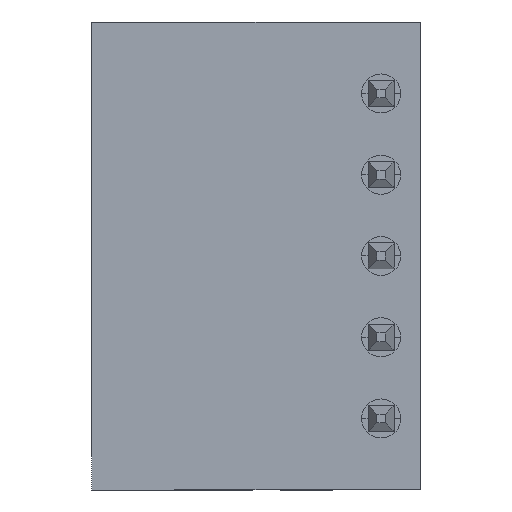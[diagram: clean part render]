
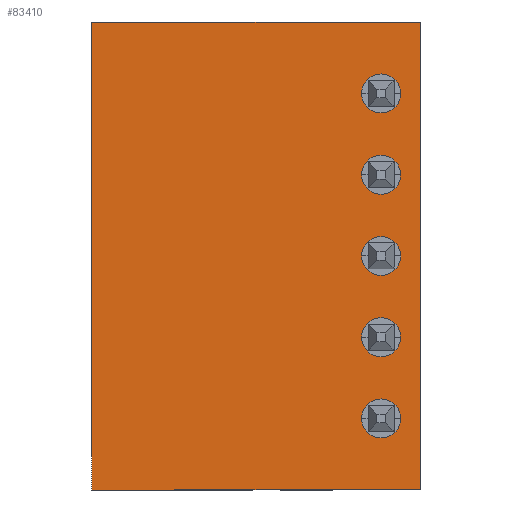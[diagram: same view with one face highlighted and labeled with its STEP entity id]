
A CAD part, front view. The second image highlights one B-rep face of the part: STEP entity #83410.
In plain terms, the highlighted planar face has unit normal (0, -1, 0).
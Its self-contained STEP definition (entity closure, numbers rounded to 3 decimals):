
#9210=CARTESIAN_POINT('',(-15.292,123.749,-31.05));
#9220=VERTEX_POINT('',#9210);
#9630=CARTESIAN_POINT('',(-25.392,123.749,-31.05));
#9640=VERTEX_POINT('',#9630);
#9670=CARTESIAN_POINT('',(-68.005,123.749,-31.05));
#9680=DIRECTION('',(-1.,0.,0.));
#9690=VECTOR('',#9680,1.);
#9700=LINE('',#9670,#9690);
#9710=EDGE_CURVE('',#9220,#9640,#9700,.T.);
#31690=CARTESIAN_POINT('',(-24.792,123.749,-26.35));
#31700=VERTEX_POINT('',#31690);
#31880=CARTESIAN_POINT('',(-23.592,123.749,-26.35));
#31890=VERTEX_POINT('',#31880);
#31920=CARTESIAN_POINT('',(-24.192,123.749,-26.35));
#31930=DIRECTION('',(0.,1.,0.));
#31940=DIRECTION('',(0.,0.,-1.));
#31950=AXIS2_PLACEMENT_3D('',#31920,#31930,#31940);
#31960=CIRCLE('',#31950,0.6);
#31970=EDGE_CURVE('',#31890,#31700,#31960,.T.);
#35300=CARTESIAN_POINT('',(-23.592,123.749,-28.85));
#35310=VERTEX_POINT('',#35300);
#35450=CARTESIAN_POINT('',(-24.792,123.749,-28.85));
#35460=VERTEX_POINT('',#35450);
#35490=CARTESIAN_POINT('',(-24.192,123.749,-28.85));
#35500=DIRECTION('',(0.,1.,0.));
#35510=DIRECTION('',(0.,0.,-1.));
#35520=AXIS2_PLACEMENT_3D('',#35490,#35500,#35510);
#35530=CIRCLE('',#35520,0.6);
#35540=EDGE_CURVE('',#35460,#35310,#35530,.T.);
#49560=CARTESIAN_POINT('',(-24.792,123.749,-23.85));
#49570=VERTEX_POINT('',#49560);
#49750=CARTESIAN_POINT('',(-23.592,123.749,-23.85));
#49760=VERTEX_POINT('',#49750);
#49790=CARTESIAN_POINT('',(-24.192,123.749,-23.85));
#49800=DIRECTION('',(0.,1.,0.));
#49810=DIRECTION('',(0.,0.,-1.));
#49820=AXIS2_PLACEMENT_3D('',#49790,#49800,#49810);
#49830=CIRCLE('',#49820,0.6);
#49840=EDGE_CURVE('',#49760,#49570,#49830,.T.);
#52780=CARTESIAN_POINT('',(-25.392,123.749,-16.65));
#52790=VERTEX_POINT('',#52780);
#52820=CARTESIAN_POINT('',(-25.392,123.749,3.3));
#52830=DIRECTION('',(0.,0.,1.));
#52840=VECTOR('',#52830,1.);
#52850=LINE('',#52820,#52840);
#52860=EDGE_CURVE('',#9640,#52790,#52850,.T.);
#70830=CARTESIAN_POINT('',(-15.292,123.749,3.3));
#70840=DIRECTION('',(0.,0.,1.));
#70850=VECTOR('',#70840,1.);
#70860=LINE('',#70830,#70850);
#70870=CARTESIAN_POINT('',(-15.292,123.749,-16.65));
#70880=VERTEX_POINT('',#70870);
#70890=EDGE_CURVE('',#9220,#70880,#70860,.T.);
#79770=CARTESIAN_POINT('',(-23.592,123.749,-21.35));
#79780=VERTEX_POINT('',#79770);
#79920=CARTESIAN_POINT('',(-24.792,123.749,-21.35));
#79930=VERTEX_POINT('',#79920);
#79960=CARTESIAN_POINT('',(-24.192,123.749,-21.35));
#79970=DIRECTION('',(0.,1.,0.));
#79980=DIRECTION('',(0.,0.,-1.));
#79990=AXIS2_PLACEMENT_3D('',#79960,#79970,#79980);
#80000=CIRCLE('',#79990,0.6);
#80010=EDGE_CURVE('',#79930,#79780,#80000,.T.);
#82900=CARTESIAN_POINT('',(-25.392,123.749,-5.4));
#82910=DIRECTION('',(0.,-1.,0.));
#82920=DIRECTION('',(0.,0.,-1.));
#82930=AXIS2_PLACEMENT_3D('',#82900,#82910,#82920);
#82940=PLANE('',#82930);
#82950=CARTESIAN_POINT('',(-24.192,123.749,-18.85));
#82960=DIRECTION('',(0.,1.,0.));
#82970=DIRECTION('',(0.,0.,-1.));
#82980=AXIS2_PLACEMENT_3D('',#82950,#82960,#82970);
#82990=CIRCLE('',#82980,0.6);
#83000=CARTESIAN_POINT('',(-24.792,123.749,-18.85));
#83010=VERTEX_POINT('',#83000);
#83020=CARTESIAN_POINT('',(-23.592,123.749,-18.85));
#83030=VERTEX_POINT('',#83020);
#83040=EDGE_CURVE('',#83010,#83030,#82990,.T.);
#83050=ORIENTED_EDGE('',*,*,#83040,.T.);
#83060=EDGE_CURVE('',#83030,#83010,#82990,.T.);
#83070=ORIENTED_EDGE('',*,*,#83060,.T.);
#83080=EDGE_LOOP('',(#83070,#83050));
#83090=FACE_BOUND('',#83080,.T.);
#83100=EDGE_CURVE('',#35310,#35460,#35530,.T.);
#83110=ORIENTED_EDGE('',*,*,#83100,.T.);
#83120=ORIENTED_EDGE('',*,*,#35540,.T.);
#83130=EDGE_LOOP('',(#83120,#83110));
#83140=FACE_BOUND('',#83130,.T.);
#83150=EDGE_CURVE('',#31700,#31890,#31960,.T.);
#83160=ORIENTED_EDGE('',*,*,#83150,.T.);
#83170=ORIENTED_EDGE('',*,*,#31970,.T.);
#83180=EDGE_LOOP('',(#83170,#83160));
#83190=FACE_BOUND('',#83180,.T.);
#83200=EDGE_CURVE('',#49570,#49760,#49830,.T.);
#83210=ORIENTED_EDGE('',*,*,#83200,.T.);
#83220=ORIENTED_EDGE('',*,*,#49840,.T.);
#83230=EDGE_LOOP('',(#83220,#83210));
#83240=FACE_BOUND('',#83230,.T.);
#83250=EDGE_CURVE('',#79780,#79930,#80000,.T.);
#83260=ORIENTED_EDGE('',*,*,#83250,.T.);
#83270=ORIENTED_EDGE('',*,*,#80010,.T.);
#83280=EDGE_LOOP('',(#83270,#83260));
#83290=FACE_BOUND('',#83280,.T.);
#83300=CARTESIAN_POINT('',(-68.005,123.749,-16.65));
#83310=DIRECTION('',(1.,0.,0.));
#83320=VECTOR('',#83310,1.);
#83330=LINE('',#83300,#83320);
#83340=EDGE_CURVE('',#52790,#70880,#83330,.T.);
#83350=ORIENTED_EDGE('',*,*,#83340,.F.);
#83360=ORIENTED_EDGE('',*,*,#70890,.T.);
#83370=ORIENTED_EDGE('',*,*,#9710,.F.);
#83380=ORIENTED_EDGE('',*,*,#52860,.F.);
#83390=EDGE_LOOP('',(#83380,#83370,#83360,#83350));
#83400=FACE_OUTER_BOUND('',#83390,.T.);
#83410=ADVANCED_FACE('',(#83090,#83140,#83190,#83240,#83290,#83400),
#82940,.T.);
